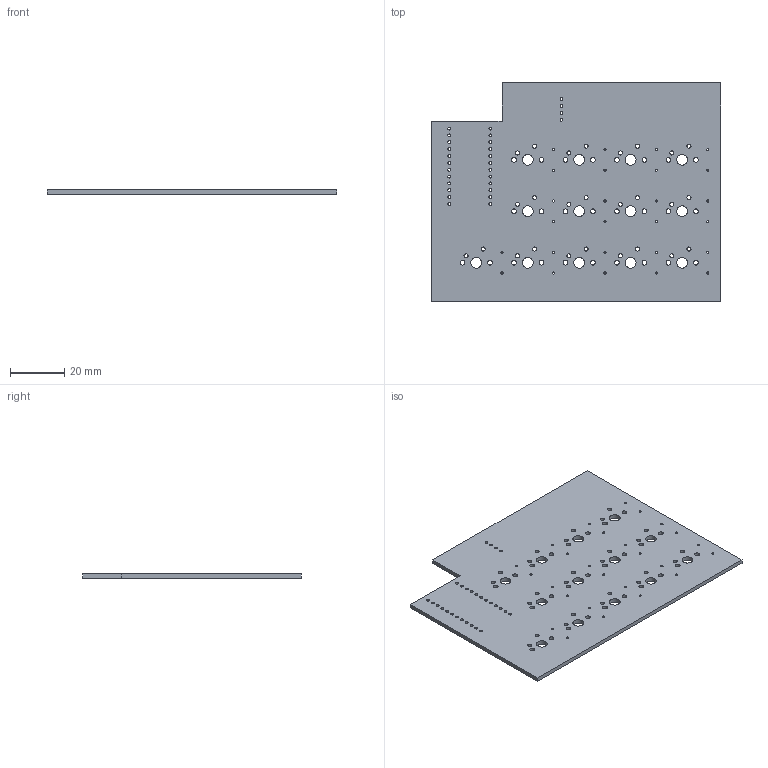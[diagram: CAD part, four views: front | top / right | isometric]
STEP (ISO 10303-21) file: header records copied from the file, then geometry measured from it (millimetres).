
FILE_DESCRIPTION(('KiCad electronic assembly'),'2;1');
FILE_NAME('ky1234.step','2025-06-16T14:29:46',('Pcbnew'),('Kicad'), 'Open CASCADE STEP processor 7.8','KiCad to STEP converter','Unknown' );
FILE_SCHEMA(('AUTOMOTIVE_DESIGN { 1 0 10303 214 1 1 1 1 }'));
Length unit declared in the file: millimetre
Products named in the file (2): ky1234 1; ky1_PCB
Assembly tree (1 placements, depth 2):
  ky1234 1
    ky1_PCB
Bounding box: 107.16 x 80.96 x 1.51 mm (x, y, z)
Volume: 12065.7 mm3; surface area: 17439.6 mm2
Topology: 1 solids, 1 shells, 128 faces, 378 edges, 252 vertices
Faces by surface type: cylinder 119, plane 9
Full cylindrical faces by diameter (mm): 0.8 x26, 1 x4, 1.1 x24, 1.5 x26, 1.75 x26, 4 x13
Entity records: 4933 total; most frequent: DIRECTION 876, CARTESIAN_POINT 760, ORIENTED_EDGE 756, EDGE_CURVE 378, AXIS2_PLACEMENT_3D 368, FACE_BOUND 366, EDGE_LOOP 366, VERTEX_POINT 252
